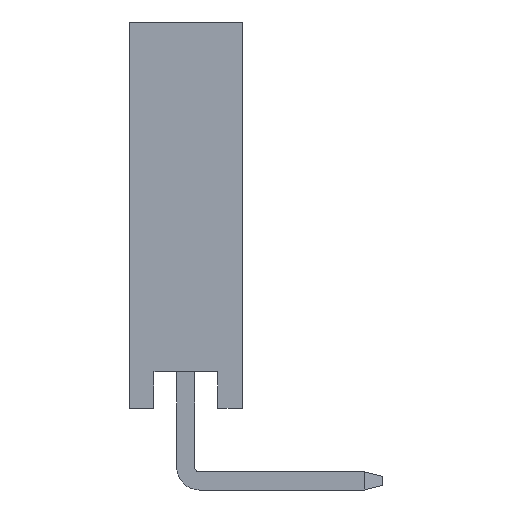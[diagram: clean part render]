
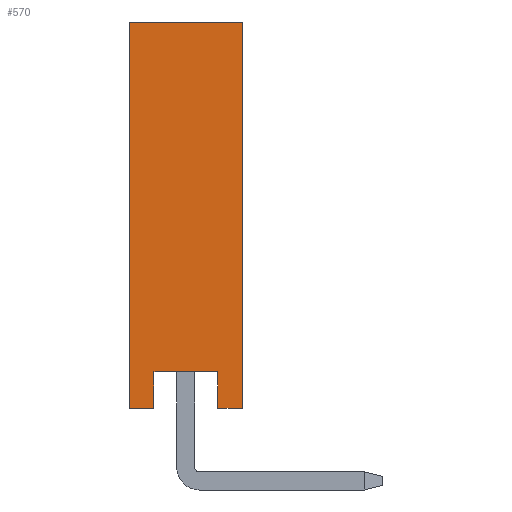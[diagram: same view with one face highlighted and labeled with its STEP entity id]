
A CAD part, left-side view. The second image highlights one B-rep face of the part: STEP entity #570.
In plain terms, the highlighted planar face has unit normal (-1, 0, 0).
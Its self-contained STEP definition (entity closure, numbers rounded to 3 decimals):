
#570 = ADVANCED_FACE( '', ( #1251 ), #1252, .F. );
#1251 = FACE_OUTER_BOUND( '', #2148, .T. );
#1252 = PLANE( '', #2149 );
#2148 = EDGE_LOOP( '', ( #3186, #3187, #3188, #3189, #3190, #3191, #3192, #3193 ) );
#2149 = AXIS2_PLACEMENT_3D( '', #3194, #3195, #3196 );
#3186 = ORIENTED_EDGE( '', *, *, #5731, .F. );
#3187 = ORIENTED_EDGE( '', *, *, #5732, .F. );
#3188 = ORIENTED_EDGE( '', *, *, #5733, .F. );
#3189 = ORIENTED_EDGE( '', *, *, #5734, .T. );
#3190 = ORIENTED_EDGE( '', *, *, #5735, .T. );
#3191 = ORIENTED_EDGE( '', *, *, #5736, .F. );
#3192 = ORIENTED_EDGE( '', *, *, #5737, .F. );
#3193 = ORIENTED_EDGE( '', *, *, #5738, .F. );
#3194 = CARTESIAN_POINT( '', ( -25.65, -1.25, 4.25 ) );
#3195 = DIRECTION( '', ( 1., 0., 0. ) );
#3196 = DIRECTION( '', ( 0., 0., -1. ) );
#5731 = EDGE_CURVE( '', #6875, #6876, #6877, .T. );
#5732 = EDGE_CURVE( '', #6878, #6875, #6879, .T. );
#5733 = EDGE_CURVE( '', #6880, #6878, #6881, .T. );
#5734 = EDGE_CURVE( '', #6880, #6882, #6883, .T. );
#5735 = EDGE_CURVE( '', #6882, #6884, #6885, .T. );
#5736 = EDGE_CURVE( '', #6886, #6884, #6887, .T. );
#5737 = EDGE_CURVE( '', #6888, #6886, #6889, .T. );
#5738 = EDGE_CURVE( '', #6876, #6888, #6890, .T. );
#6875 = VERTEX_POINT( '', #8500 );
#6876 = VERTEX_POINT( '', #8501 );
#6877 = LINE( '', #8502, #8503 );
#6878 = VERTEX_POINT( '', #8504 );
#6879 = LINE( '', #8505, #8506 );
#6880 = VERTEX_POINT( '', #8507 );
#6881 = LINE( '', #8508, #8509 );
#6882 = VERTEX_POINT( '', #8510 );
#6883 = LINE( '', #8511, #8512 );
#6884 = VERTEX_POINT( '', #8513 );
#6885 = LINE( '', #8514, #8515 );
#6886 = VERTEX_POINT( '', #8516 );
#6887 = LINE( '', #8517, #8518 );
#6888 = VERTEX_POINT( '', #8519 );
#6889 = LINE( '', #8520, #8521 );
#6890 = LINE( '', #8522, #8523 );
#8500 = CARTESIAN_POINT( '', ( -25.65, -0.7, -4.25 ) );
#8501 = CARTESIAN_POINT( '', ( -25.65, -0.7, -3.45 ) );
#8502 = CARTESIAN_POINT( '', ( -25.65, -0.7, 4.25 ) );
#8503 = VECTOR( '', #10485, 1000. );
#8504 = CARTESIAN_POINT( '', ( -25.65, -1.25, -4.25 ) );
#8505 = CARTESIAN_POINT( '', ( -25.65, -1.25, -4.25 ) );
#8506 = VECTOR( '', #10486, 1000. );
#8507 = CARTESIAN_POINT( '', ( -25.65, -1.25, 4.25 ) );
#8508 = CARTESIAN_POINT( '', ( -25.65, -1.25, 4.25 ) );
#8509 = VECTOR( '', #10487, 1000. );
#8510 = CARTESIAN_POINT( '', ( -25.65, 1.25, 4.25 ) );
#8511 = CARTESIAN_POINT( '', ( -25.65, -1.25, 4.25 ) );
#8512 = VECTOR( '', #10488, 1000. );
#8513 = CARTESIAN_POINT( '', ( -25.65, 1.25, -4.25 ) );
#8514 = CARTESIAN_POINT( '', ( -25.65, 1.25, 4.25 ) );
#8515 = VECTOR( '', #10489, 1000. );
#8516 = CARTESIAN_POINT( '', ( -25.65, 0.7, -4.25 ) );
#8517 = CARTESIAN_POINT( '', ( -25.65, -1.25, -4.25 ) );
#8518 = VECTOR( '', #10490, 1000. );
#8519 = CARTESIAN_POINT( '', ( -25.65, 0.7, -3.45 ) );
#8520 = CARTESIAN_POINT( '', ( -25.65, 0.7, 4.25 ) );
#8521 = VECTOR( '', #10491, 1000. );
#8522 = CARTESIAN_POINT( '', ( -25.65, -1.25, -3.45 ) );
#8523 = VECTOR( '', #10492, 1000. );
#10485 = DIRECTION( '', ( 0., 0., 1. ) );
#10486 = DIRECTION( '', ( 0., 1., 0. ) );
#10487 = DIRECTION( '', ( 0., 0., -1. ) );
#10488 = DIRECTION( '', ( 0., 1., 0. ) );
#10489 = DIRECTION( '', ( 0., 0., -1. ) );
#10490 = DIRECTION( '', ( 0., 1., 0. ) );
#10491 = DIRECTION( '', ( 0., 0., -1. ) );
#10492 = DIRECTION( '', ( 0., 1., 0. ) );
